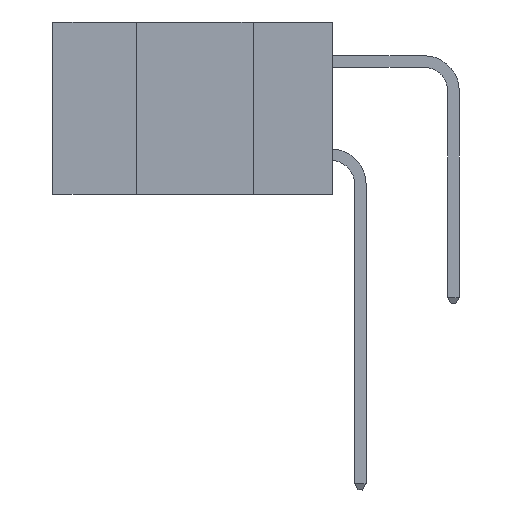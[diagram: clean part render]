
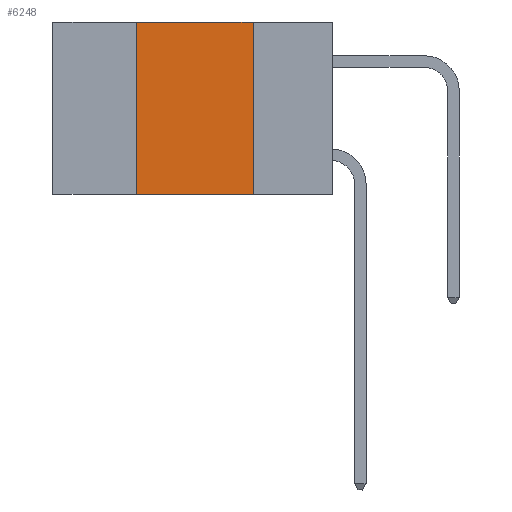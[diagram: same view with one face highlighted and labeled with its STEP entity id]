
A CAD part, left-side view. The second image highlights one B-rep face of the part: STEP entity #6248.
In plain terms, the highlighted planar face has unit normal (-1, 0, 0).
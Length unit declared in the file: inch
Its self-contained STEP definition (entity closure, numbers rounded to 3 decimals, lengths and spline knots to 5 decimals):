
#156 = FACE_OUTER_BOUND ( 'NONE', #11026, .T. ) ;
#2932 = CARTESIAN_POINT ( 'NONE',  ( 0., 0.42, 0. ) ) ;
#4243 = VERTEX_POINT ( 'NONE', #14341 ) ;
#4593 = CARTESIAN_POINT ( 'NONE',  ( 0., 0.6, -0.37 ) ) ;
#5866 = CARTESIAN_POINT ( 'NONE',  ( 0., 0.42, -0.37 ) ) ;
#6248 = ADVANCED_FACE ( 'NONE', ( #156 ), #16844, .F. ) ;
#6516 = ORIENTED_EDGE ( 'NONE', *, *, #6863, .F. ) ;
#6710 = LINE ( 'NONE', #7325, #9714 ) ;
#6863 = EDGE_CURVE ( 'NONE', #14632, #14087, #6710, .T. ) ;
#7051 = LINE ( 'NONE', #4593, #16938 ) ;
#7325 = CARTESIAN_POINT ( 'NONE',  ( 0., 0.6, 0. ) ) ;
#8062 = EDGE_CURVE ( 'NONE', #16075, #14632, #12886, .T. ) ;
#9085 = ORIENTED_EDGE ( 'NONE', *, *, #8062, .F. ) ;
#9714 = VECTOR ( 'NONE', #15451, 39.37008 ) ;
#9846 = DIRECTION ( 'NONE',  ( 0., 0., -1. ) ) ;
#9966 = DIRECTION ( 'NONE',  ( 1., 0., 0. ) ) ;
#10245 = LINE ( 'NONE', #14908, #14120 ) ;
#10458 = EDGE_CURVE ( 'NONE', #16075, #4243, #7051, .T. ) ;
#10741 = AXIS2_PLACEMENT_3D ( 'NONE', #11331, #9966, #9846 ) ;
#11026 = EDGE_LOOP ( 'NONE', ( #11444, #6516, #9085, #12020 ) ) ;
#11331 = CARTESIAN_POINT ( 'NONE',  ( 0., 0.6, 0. ) ) ;
#11444 = ORIENTED_EDGE ( 'NONE', *, *, #14538, .F. ) ;
#12020 = ORIENTED_EDGE ( 'NONE', *, *, #10458, .T. ) ;
#12124 = DIRECTION ( 'NONE',  ( 0., 0., -1. ) ) ;
#12886 = LINE ( 'NONE', #13173, #13296 ) ;
#13017 = CARTESIAN_POINT ( 'NONE',  ( 0., 0.17, 0. ) ) ;
#13173 = CARTESIAN_POINT ( 'NONE',  ( 0., 0.42, 0. ) ) ;
#13296 = VECTOR ( 'NONE', #17281, 39.37008 ) ;
#14027 = DIRECTION ( 'NONE',  ( 0., -1., 0. ) ) ;
#14087 = VERTEX_POINT ( 'NONE', #13017 ) ;
#14120 = VECTOR ( 'NONE', #12124, 39.37008 ) ;
#14341 = CARTESIAN_POINT ( 'NONE',  ( 0., 0.17, -0.37 ) ) ;
#14538 = EDGE_CURVE ( 'NONE', #14087, #4243, #10245, .T. ) ;
#14632 = VERTEX_POINT ( 'NONE', #2932 ) ;
#14908 = CARTESIAN_POINT ( 'NONE',  ( 0., 0.17, 0. ) ) ;
#15451 = DIRECTION ( 'NONE',  ( 0., -1., 0. ) ) ;
#16075 = VERTEX_POINT ( 'NONE', #5866 ) ;
#16844 = PLANE ( 'NONE',  #10741 ) ;
#16938 = VECTOR ( 'NONE', #14027, 39.37008 ) ;
#17281 = DIRECTION ( 'NONE',  ( 0., 0., 1. ) ) ;
